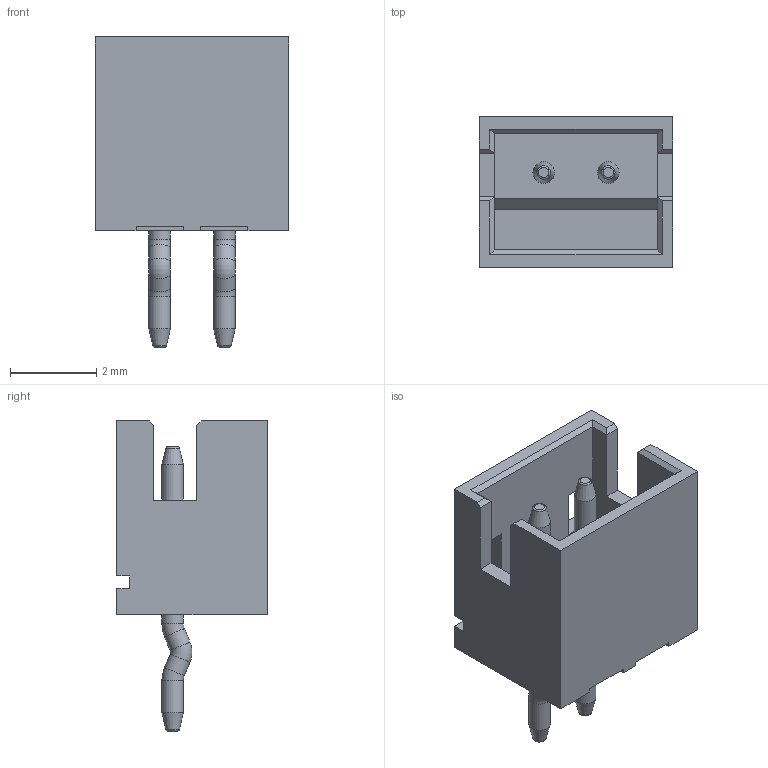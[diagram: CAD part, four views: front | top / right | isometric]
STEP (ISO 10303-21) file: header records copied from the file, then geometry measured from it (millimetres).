
FILE_DESCRIPTION(/* description */ ('Unknown'),/* implementation_level */ '2;1');
FILE_NAME(/* name */ 'J_Wurth_WR-WTB_64800211622',/* time_stamp */ '2025-05-27T17:00:09+08:00',/* author */ ('Unknown'),/* organization */ ('Unknown'),/* preprocessor_version */ 'ST-DEVELOPER v19.4',/* originating_system */ 'Solid Edge',/* authorisation */ 'Unknown');
FILE_SCHEMA (('AUTOMOTIVE_DESIGN {1 0 10303 214 3 1 1}'));
Length unit declared in the file: millimetre
Products named in the file (2): J_Wurth_WR-WTB_64800211622
Assembly tree (1 placements, depth 2):
  J_Wurth_WR-WTB_64800211622
    J_Wurth_WR-WTB_64800211622
Bounding box: 4.5 x 3.5 x 7.2 mm (x, y, z)
Volume: 38 mm3; surface area: 157.2 mm2
Topology: 1 solids, 1 shells, 86 faces, 222 edges, 142 vertices
Faces by surface type: plane 62, cylinder 10, torus 10, cone 4
Full cylindrical faces by diameter (mm): 0.5 x10
Entity records: 3013 total; most frequent: CARTESIAN_POINT 408, DIRECTION 392, ORIENTED_EDGE 376, EDGE_CURVE 188, LINE 160, VECTOR 160, VERTEX_POINT 132, EDGE_LOOP 118
